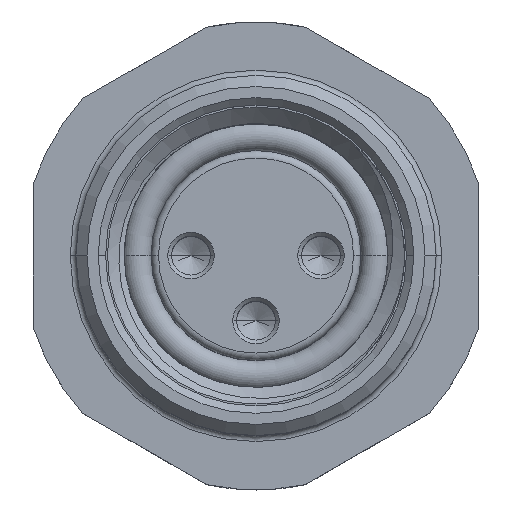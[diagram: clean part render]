
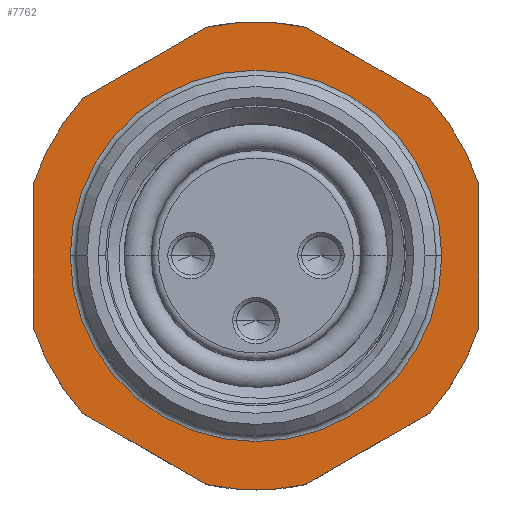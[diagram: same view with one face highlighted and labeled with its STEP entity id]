
A CAD part, top view. The second image highlights one B-rep face of the part: STEP entity #7762.
In plain terms, the highlighted planar face has unit normal (0, 0, 1).
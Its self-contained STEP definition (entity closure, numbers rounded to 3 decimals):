
#3177=CARTESIAN_POINT('',(0.,0.,-0.3));
#3178=DIRECTION('',(0.,0.,1.));
#3179=DIRECTION('',(0.212,0.977,0.));
#3180=AXIS2_PLACEMENT_3D('',#3177,#3178,#3179);
#3182=DIRECTION('',(-0.866,0.5,0.));
#3183=VECTOR('',#3182,3.842);
#3184=CARTESIAN_POINT('',(4.664,4.236,-0.3));
#3185=LINE('',#3184,#3183);
#3186=CARTESIAN_POINT('',(0.,0.,-0.3));
#3187=DIRECTION('',(0.,0.,1.));
#3188=DIRECTION('',(0.952,0.305,0.));
#3189=AXIS2_PLACEMENT_3D('',#3186,#3187,#3188);
#3191=DIRECTION('',(0.,1.,0.));
#3192=VECTOR('',#3191,3.842);
#3193=CARTESIAN_POINT('',(6.,-1.921,-0.3));
#3194=LINE('',#3193,#3192);
#3195=CARTESIAN_POINT('',(0.,0.,-0.3));
#3196=DIRECTION('',(0.,0.,1.));
#3197=DIRECTION('',(0.74,-0.672,0.));
#3198=AXIS2_PLACEMENT_3D('',#3195,#3196,#3197);
#3200=DIRECTION('',(0.866,0.5,0.));
#3201=VECTOR('',#3200,3.842);
#3202=CARTESIAN_POINT('',(1.336,-6.157,-0.3));
#3203=LINE('',#3202,#3201);
#3204=CARTESIAN_POINT('',(0.,0.,-0.3));
#3205=DIRECTION('',(0.,0.,1.));
#3206=DIRECTION('',(-0.212,-0.977,0.));
#3207=AXIS2_PLACEMENT_3D('',#3204,#3205,#3206);
#3209=DIRECTION('',(0.866,-0.5,0.));
#3210=VECTOR('',#3209,3.842);
#3211=CARTESIAN_POINT('',(-4.664,-4.236,-0.3));
#3212=LINE('',#3211,#3210);
#3213=CARTESIAN_POINT('',(0.,0.,-0.3));
#3214=DIRECTION('',(0.,0.,1.));
#3215=DIRECTION('',(-0.952,-0.305,0.));
#3216=AXIS2_PLACEMENT_3D('',#3213,#3214,#3215);
#3218=DIRECTION('',(0.,-1.,0.));
#3219=VECTOR('',#3218,3.842);
#3220=CARTESIAN_POINT('',(-6.,1.921,-0.3));
#3221=LINE('',#3220,#3219);
#3222=CARTESIAN_POINT('',(0.,0.,-0.3));
#3223=DIRECTION('',(0.,0.,1.));
#3224=DIRECTION('',(-0.74,0.672,0.));
#3225=AXIS2_PLACEMENT_3D('',#3222,#3223,#3224);
#3227=DIRECTION('',(-0.866,-0.5,0.));
#3228=VECTOR('',#3227,3.842);
#3229=CARTESIAN_POINT('',(-1.336,6.157,-0.3));
#3230=LINE('',#3229,#3228);
#3231=CARTESIAN_POINT('',(0.,0.,-0.3));
#3232=DIRECTION('',(0.,0.,-1.));
#3233=DIRECTION('',(1.,0.,0.));
#3234=AXIS2_PLACEMENT_3D('',#3231,#3232,#3233);
#3236=CARTESIAN_POINT('',(0.,0.,-0.3));
#3237=DIRECTION('',(0.,0.,-1.));
#3238=DIRECTION('',(-1.,0.,0.));
#3239=AXIS2_PLACEMENT_3D('',#3236,#3237,#3238);
#7009=CARTESIAN_POINT('',(1.336,6.157,-0.3));
#7010=CARTESIAN_POINT('',(-1.336,6.157,-0.3));
#7011=VERTEX_POINT('',#7009);
#7012=VERTEX_POINT('',#7010);
#7013=CARTESIAN_POINT('',(-4.664,4.236,-0.3));
#7014=VERTEX_POINT('',#7013);
#7015=CARTESIAN_POINT('',(-6.,1.921,-0.3));
#7016=VERTEX_POINT('',#7015);
#7017=CARTESIAN_POINT('',(-6.,-1.921,-0.3));
#7018=VERTEX_POINT('',#7017);
#7019=CARTESIAN_POINT('',(-4.664,-4.236,-0.3));
#7020=VERTEX_POINT('',#7019);
#7021=CARTESIAN_POINT('',(-1.336,-6.157,-0.3));
#7022=VERTEX_POINT('',#7021);
#7023=CARTESIAN_POINT('',(1.336,-6.157,-0.3));
#7024=VERTEX_POINT('',#7023);
#7025=CARTESIAN_POINT('',(4.664,-4.236,-0.3));
#7026=VERTEX_POINT('',#7025);
#7027=CARTESIAN_POINT('',(6.,-1.921,-0.3));
#7028=VERTEX_POINT('',#7027);
#7029=CARTESIAN_POINT('',(6.,1.921,-0.3));
#7030=VERTEX_POINT('',#7029);
#7031=CARTESIAN_POINT('',(4.664,4.236,-0.3));
#7032=VERTEX_POINT('',#7031);
#7109=CARTESIAN_POINT('',(5.,0.,-0.3));
#7110=CARTESIAN_POINT('',(-5.,0.,-0.3));
#7111=VERTEX_POINT('',#7109);
#7112=VERTEX_POINT('',#7110);
#7737=CARTESIAN_POINT('',(0.,0.,-0.3));
#7738=DIRECTION('',(0.,0.,1.));
#7739=DIRECTION('',(1.,0.,0.));
#7740=AXIS2_PLACEMENT_3D('',#7737,#7738,#7739);
#7741=PLANE('',#7740);
#7742=ORIENTED_EDGE('',*,*,#7575,.F.);
#7743=ORIENTED_EDGE('',*,*,#7591,.F.);
#7744=ORIENTED_EDGE('',*,*,#7605,.F.);
#7745=ORIENTED_EDGE('',*,*,#7619,.F.);
#7746=ORIENTED_EDGE('',*,*,#7633,.F.);
#7747=ORIENTED_EDGE('',*,*,#7647,.F.);
#7748=ORIENTED_EDGE('',*,*,#7662,.F.);
#7749=ORIENTED_EDGE('',*,*,#7676,.F.);
#7750=ORIENTED_EDGE('',*,*,#7690,.F.);
#7751=ORIENTED_EDGE('',*,*,#7704,.F.);
#7752=ORIENTED_EDGE('',*,*,#7718,.F.);
#7753=ORIENTED_EDGE('',*,*,#7731,.F.);
#7754=EDGE_LOOP('',(#7742,#7743,#7744,#7745,#7746,#7747,#7748,#7749,#7750,#7751,
#7752,#7753));
#7755=FACE_OUTER_BOUND('',#7754,.F.);
#7757=ORIENTED_EDGE('',*,*,#7756,.F.);
#7759=ORIENTED_EDGE('',*,*,#7758,.F.);
#7760=EDGE_LOOP('',(#7757,#7759));
#7761=FACE_BOUND('',#7760,.F.);
#3181=CIRCLE('',#3180,6.3);
#3190=CIRCLE('',#3189,6.3);
#3199=CIRCLE('',#3198,6.3);
#3208=CIRCLE('',#3207,6.3);
#3217=CIRCLE('',#3216,6.3);
#3226=CIRCLE('',#3225,6.3);
#3235=CIRCLE('',#3234,5.);
#3240=CIRCLE('',#3239,5.);
#7575=EDGE_CURVE('',#7011,#7012,#3181,.T.);
#7591=EDGE_CURVE('',#7032,#7011,#3185,.T.);
#7605=EDGE_CURVE('',#7030,#7032,#3190,.T.);
#7619=EDGE_CURVE('',#7028,#7030,#3194,.T.);
#7633=EDGE_CURVE('',#7026,#7028,#3199,.T.);
#7647=EDGE_CURVE('',#7024,#7026,#3203,.T.);
#7662=EDGE_CURVE('',#7022,#7024,#3208,.T.);
#7676=EDGE_CURVE('',#7020,#7022,#3212,.T.);
#7690=EDGE_CURVE('',#7018,#7020,#3217,.T.);
#7704=EDGE_CURVE('',#7016,#7018,#3221,.T.);
#7718=EDGE_CURVE('',#7014,#7016,#3226,.T.);
#7731=EDGE_CURVE('',#7012,#7014,#3230,.T.);
#7756=EDGE_CURVE('',#7111,#7112,#3235,.T.);
#7758=EDGE_CURVE('',#7112,#7111,#3240,.T.);
#7762=ADVANCED_FACE('',(#7755,#7761),#7741,.T.);
